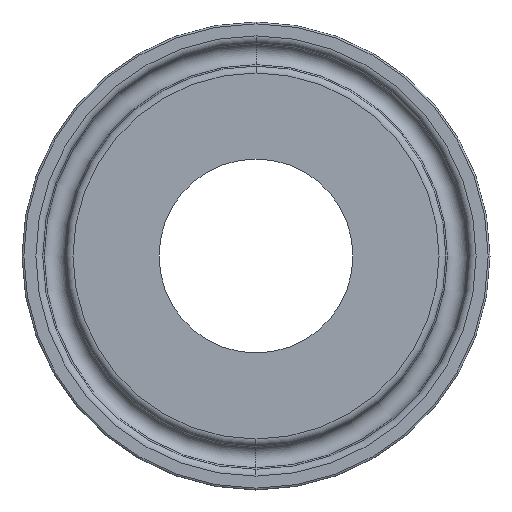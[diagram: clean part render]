
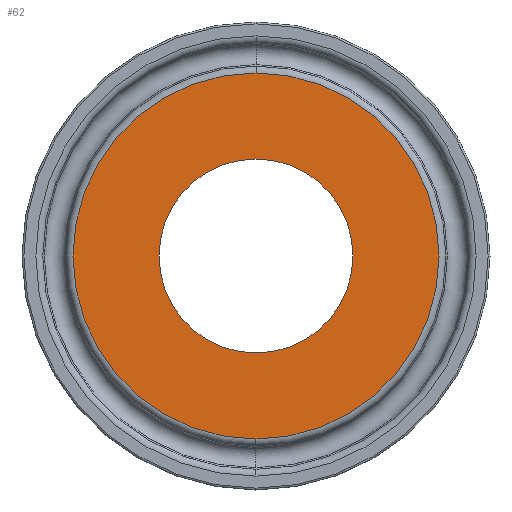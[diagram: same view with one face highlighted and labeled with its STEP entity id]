
A CAD part, left-side view. The second image highlights one B-rep face of the part: STEP entity #62.
In plain terms, the highlighted planar face has unit normal (-1, 0, 0).
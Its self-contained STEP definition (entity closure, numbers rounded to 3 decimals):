
#3 = EDGE_CURVE ( 'NONE', #338, #566, #577, .T. ) ;
#14 = AXIS2_PLACEMENT_3D ( 'NONE', #550, #28, #618 ) ;
#28 = DIRECTION ( 'NONE',  ( 1., 0., 0. ) ) ;
#58 = VERTEX_POINT ( 'NONE', #368 ) ;
#62 = ADVANCED_FACE ( 'NONE', ( #673, #378 ), #435, .F. ) ;
#76 = EDGE_LOOP ( 'NONE', ( #424, #465 ) ) ;
#105 = DIRECTION ( 'NONE',  ( 0., 0., 1. ) ) ;
#112 = CARTESIAN_POINT ( 'NONE',  ( 0., 0., 0. ) ) ;
#115 = AXIS2_PLACEMENT_3D ( 'NONE', #112, #622, #105 ) ;
#117 = ORIENTED_EDGE ( 'NONE', *, *, #301, .T. ) ;
#128 = CARTESIAN_POINT ( 'NONE',  ( 0., 0., 0. ) ) ;
#210 = CIRCLE ( 'NONE', #115, 19.747 ) ;
#266 = CARTESIAN_POINT ( 'NONE',  ( 0., 0., 10.465 ) ) ;
#268 = AXIS2_PLACEMENT_3D ( 'NONE', #331, #617, #281 ) ;
#275 = CARTESIAN_POINT ( 'NONE',  ( 0., 0., -19.747 ) ) ;
#281 = DIRECTION ( 'NONE',  ( 0., 0., 1. ) ) ;
#292 = EDGE_LOOP ( 'NONE', ( #595, #117 ) ) ;
#301 = EDGE_CURVE ( 'NONE', #380, #58, #210, .T. ) ;
#311 = EDGE_CURVE ( 'NONE', #58, #380, #589, .T. ) ;
#331 = CARTESIAN_POINT ( 'NONE',  ( 0., 0., 0. ) ) ;
#336 = DIRECTION ( 'NONE',  ( 0., 0., 1. ) ) ;
#338 = VERTEX_POINT ( 'NONE', #266 ) ;
#343 = EDGE_CURVE ( 'NONE', #566, #338, #719, .T. ) ;
#363 = DIRECTION ( 'NONE',  ( -1., 0., 0. ) ) ;
#368 = CARTESIAN_POINT ( 'NONE',  ( 0., 0., 19.747 ) ) ;
#378 = FACE_OUTER_BOUND ( 'NONE', #292, .T. ) ;
#380 = VERTEX_POINT ( 'NONE', #275 ) ;
#389 = DIRECTION ( 'NONE',  ( -1., 0., 0. ) ) ;
#418 = DIRECTION ( 'NONE',  ( 0., 0., 1. ) ) ;
#424 = ORIENTED_EDGE ( 'NONE', *, *, #3, .F. ) ;
#435 = PLANE ( 'NONE',  #14 ) ;
#465 = ORIENTED_EDGE ( 'NONE', *, *, #343, .F. ) ;
#538 = AXIS2_PLACEMENT_3D ( 'NONE', #128, #363, #418 ) ;
#550 = CARTESIAN_POINT ( 'NONE',  ( 0., 19.747, 0. ) ) ;
#566 = VERTEX_POINT ( 'NONE', #643 ) ;
#577 = CIRCLE ( 'NONE', #538, 10.465 ) ;
#589 = CIRCLE ( 'NONE', #268, 19.747 ) ;
#595 = ORIENTED_EDGE ( 'NONE', *, *, #311, .T. ) ;
#617 = DIRECTION ( 'NONE',  ( -1., 0., 0. ) ) ;
#618 = DIRECTION ( 'NONE',  ( 0., 0., -1. ) ) ;
#622 = DIRECTION ( 'NONE',  ( -1., 0., 0. ) ) ;
#643 = CARTESIAN_POINT ( 'NONE',  ( 0., 0., -10.465 ) ) ;
#669 = AXIS2_PLACEMENT_3D ( 'NONE', #737, #389, #336 ) ;
#673 = FACE_BOUND ( 'NONE', #76, .T. ) ;
#719 = CIRCLE ( 'NONE', #669, 10.465 ) ;
#737 = CARTESIAN_POINT ( 'NONE',  ( 0., 0., 0. ) ) ;
